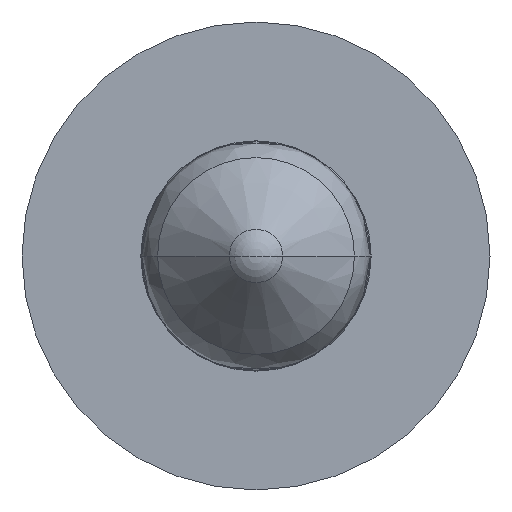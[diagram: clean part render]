
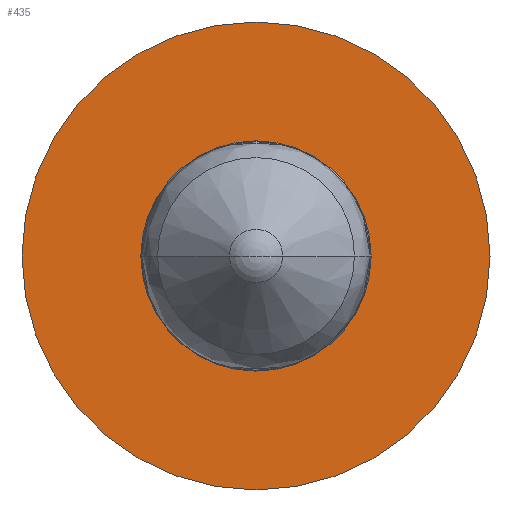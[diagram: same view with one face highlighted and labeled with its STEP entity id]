
A CAD part, left-side view. The second image highlights one B-rep face of the part: STEP entity #435.
In plain terms, the highlighted planar face has unit normal (-1, 0, 0).
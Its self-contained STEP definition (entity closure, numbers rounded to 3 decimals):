
#29=CARTESIAN_POINT('',(22.85,0.,0.));
#30=DIRECTION('',(1.,0.,0.));
#31=DIRECTION('',(0.,0.,1.));
#32=AXIS2_PLACEMENT_3D('',#29,#30,#31);
#34=CARTESIAN_POINT('',(22.85,0.,0.));
#35=DIRECTION('',(1.,0.,0.));
#36=DIRECTION('',(0.,0.,-1.));
#37=AXIS2_PLACEMENT_3D('',#34,#35,#36);
#39=CARTESIAN_POINT('',(22.85,0.,0.));
#40=DIRECTION('',(1.,0.,0.));
#41=DIRECTION('',(0.,1.,0.));
#42=AXIS2_PLACEMENT_3D('',#39,#40,#41);
#44=CARTESIAN_POINT('',(22.85,0.,0.));
#45=DIRECTION('',(1.,0.,0.));
#46=DIRECTION('',(0.,-1.,0.));
#47=AXIS2_PLACEMENT_3D('',#44,#45,#46);
#331=CARTESIAN_POINT('',(22.85,0.,6.4));
#332=VERTEX_POINT('',#331);
#333=CARTESIAN_POINT('',(22.85,0.,-6.4));
#334=VERTEX_POINT('',#333);
#355=CARTESIAN_POINT('',(22.85,3.15,0.));
#356=CARTESIAN_POINT('',(22.85,-3.15,0.));
#357=VERTEX_POINT('',#355);
#358=VERTEX_POINT('',#356);
#420=CARTESIAN_POINT('',(22.85,0.,0.));
#421=DIRECTION('',(1.,0.,0.));
#422=DIRECTION('',(0.,-1.,0.));
#423=AXIS2_PLACEMENT_3D('',#420,#421,#422);
#424=PLANE('',#423);
#425=ORIENTED_EDGE('',*,*,#400,.T.);
#426=ORIENTED_EDGE('',*,*,#414,.T.);
#427=EDGE_LOOP('',(#425,#426));
#428=FACE_OUTER_BOUND('',#427,.F.);
#430=ORIENTED_EDGE('',*,*,#429,.F.);
#432=ORIENTED_EDGE('',*,*,#431,.F.);
#433=EDGE_LOOP('',(#430,#432));
#434=FACE_BOUND('',#433,.F.);
#33=CIRCLE('',#32,6.4);
#38=CIRCLE('',#37,6.4);
#43=CIRCLE('',#42,3.15);
#48=CIRCLE('',#47,3.15);
#400=EDGE_CURVE('',#332,#334,#33,.T.);
#414=EDGE_CURVE('',#334,#332,#38,.T.);
#429=EDGE_CURVE('',#357,#358,#43,.T.);
#431=EDGE_CURVE('',#358,#357,#48,.T.);
#435=ADVANCED_FACE('',(#428,#434),#424,.F.);
